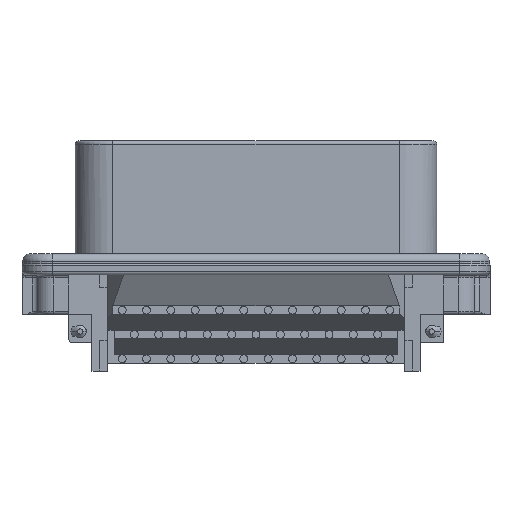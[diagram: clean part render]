
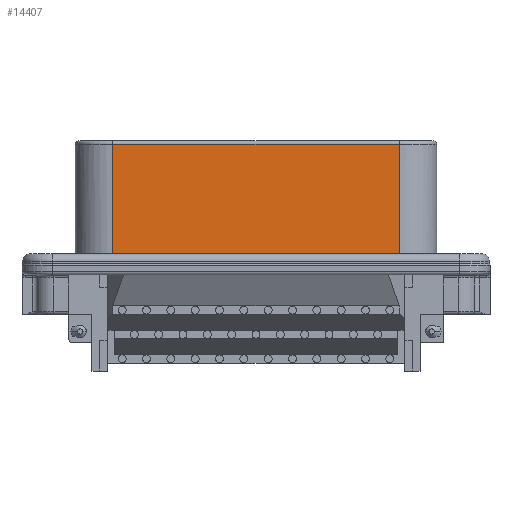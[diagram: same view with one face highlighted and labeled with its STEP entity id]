
A CAD part, front view. The second image highlights one B-rep face of the part: STEP entity #14407.
In plain terms, the highlighted planar face has unit normal (0, -1, 0).
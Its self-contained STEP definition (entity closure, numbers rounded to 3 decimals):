
#2367=DIRECTION('',(1.,0.,0.));
#2368=VECTOR('',#2367,47.);
#2369=CARTESIAN_POINT('',(-23.5,-11.8,-0.5));
#2370=LINE('',#2369,#2368);
#2371=DIRECTION('',(0.,0.,-1.));
#2372=VECTOR('',#2371,19.5);
#2373=CARTESIAN_POINT('',(23.5,-11.8,-0.5));
#2374=LINE('',#2373,#2372);
#2375=DIRECTION('',(-1.,0.,0.));
#2376=VECTOR('',#2375,47.);
#2377=CARTESIAN_POINT('',(23.5,-11.8,-20.));
#2378=LINE('',#2377,#2376);
#2384=DIRECTION('',(0.,0.,-1.));
#2385=VECTOR('',#2384,19.5);
#2386=CARTESIAN_POINT('',(-23.5,-11.8,-0.5));
#2387=LINE('',#2386,#2385);
#10003=CARTESIAN_POINT('',(23.5,-11.8,-20.));
#10004=CARTESIAN_POINT('',(-23.5,-11.8,-20.));
#10005=VERTEX_POINT('',#10003);
#10006=VERTEX_POINT('',#10004);
#12157=CARTESIAN_POINT('',(23.5,-11.8,-0.5));
#12158=VERTEX_POINT('',#12157);
#12161=CARTESIAN_POINT('',(-23.5,-11.8,-0.5));
#12162=VERTEX_POINT('',#12161);
#14395=CARTESIAN_POINT('',(23.5,-11.8,0.));
#14396=DIRECTION('',(0.,-1.,0.));
#14397=DIRECTION('',(-1.,0.,0.));
#14398=AXIS2_PLACEMENT_3D('',#14395,#14396,#14397);
#14399=PLANE('',#14398);
#14400=ORIENTED_EDGE('',*,*,#14389,.T.);
#14401=ORIENTED_EDGE('',*,*,#14047,.T.);
#14402=ORIENTED_EDGE('',*,*,#13354,.T.);
#14404=ORIENTED_EDGE('',*,*,#14403,.F.);
#14405=EDGE_LOOP('',(#14400,#14401,#14402,#14404));
#14406=FACE_OUTER_BOUND('',#14405,.F.);
#13354=EDGE_CURVE('',#10005,#10006,#2378,.T.);
#14047=EDGE_CURVE('',#12158,#10005,#2374,.T.);
#14389=EDGE_CURVE('',#12162,#12158,#2370,.T.);
#14403=EDGE_CURVE('',#12162,#10006,#2387,.T.);
#14407=ADVANCED_FACE('',(#14406),#14399,.T.);
